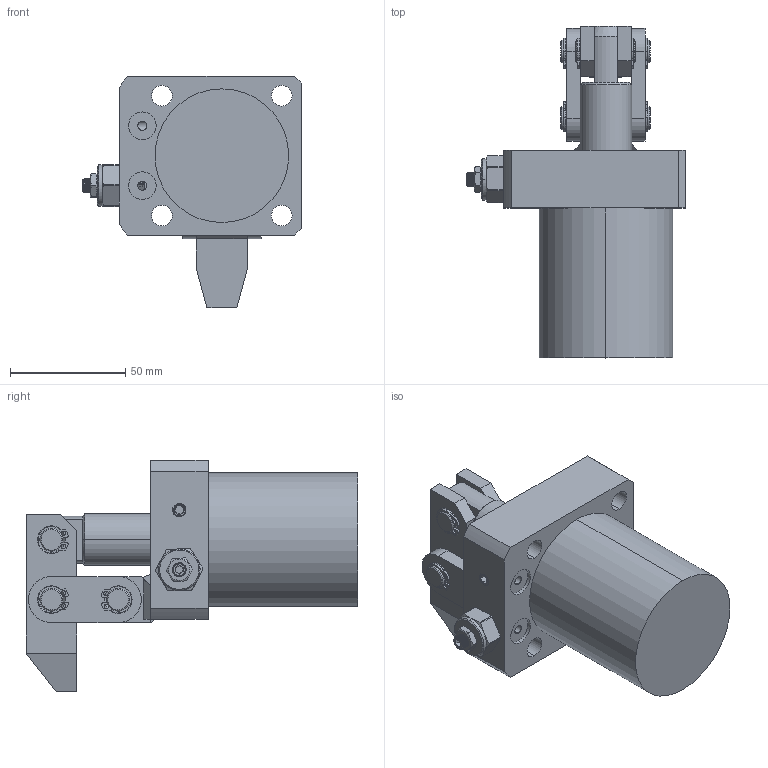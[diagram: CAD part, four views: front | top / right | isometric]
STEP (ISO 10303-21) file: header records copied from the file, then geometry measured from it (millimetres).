
FILE_DESCRIPTION (( 'STEP AP214' ), '1' );
FILE_NAME ('CHLC-FAMT40L.STEP', '2019-04-15T11:22:42', ( '' ), ( '' ), 'SwSTEP 2.0', 'SolidWorks 2016', '' );
FILE_SCHEMA (( 'AUTOMOTIVE_DESIGN' ));
Length unit declared in the file: millimetre
Products named in the file (14): CHLC-40-02; CHLC-40-01; benti; CHLC-FAMT40L; CHLC-40-08; ZHIC; M6LS; CZL20覃厒概; hex thin nuts-grades ab-chamfered gb(GB_FASTENER_NUT_STNAB M6-S); 20覃厒裝; 20概极; CHLC-40-06; CHLC-40-04; CHLC-40-03
Assembly tree (22 placements, depth 3):
  CHLC-FAMT40L
    benti
    CHLC-40-01
    CHLC-40-02  x2
    CHLC-40-03  x2
    CHLC-40-04
    CHLC-40-06  x6
    CZL20覃厒概
      20概极
      20覃厒裝
      hex thin nuts-grades ab-chamfered gb(GB_FASTENER_NUT_STNAB M6-S)
    M6LS  x3
    ZHIC
    CHLC-40-08
Bounding box: 94.9 x 144 x 100.5 mm (x, y, z)
Volume: 329769.5 mm3; surface area: 79705.6 mm2
Topology: 26 solids, 26 shells, 844 faces, 2146 edges, 1387 vertices
Faces by surface type: cylinder 372, plane 227, cone 126, bspline 111, torus 8
Entity records: 56082 total; most frequent: CARTESIAN_POINT 36198, ORIENTED_EDGE 3088, DIRECTION 2430, EDGE_CURVE 1544, VERTEX_POINT 993, AXIS2_PLACEMENT_3D 928, EDGE_LOOP 691, FACE_OUTER_BOUND 614
